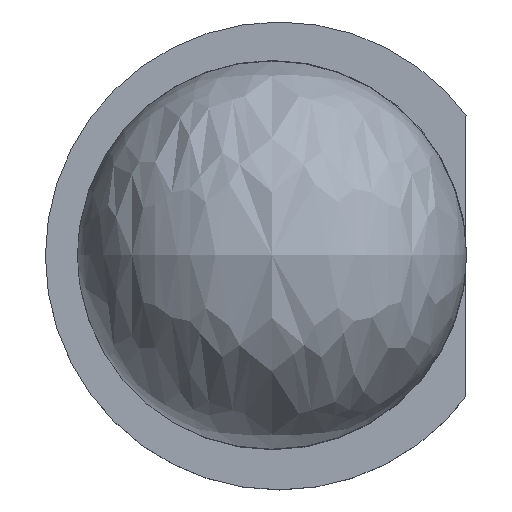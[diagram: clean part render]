
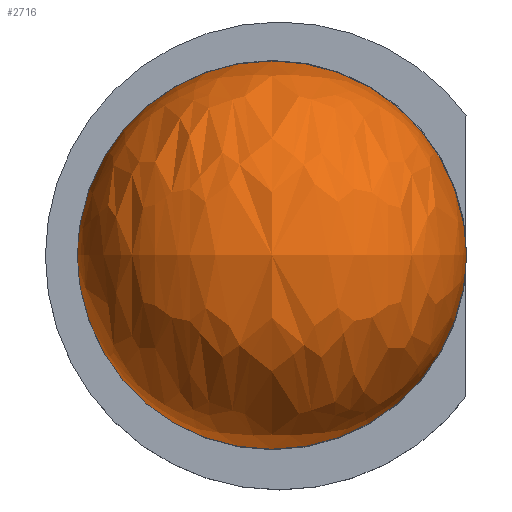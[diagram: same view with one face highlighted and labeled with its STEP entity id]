
A CAD part, top view. The second image highlights one B-rep face of the part: STEP entity #2716.
In plain terms, the highlighted free-form (B-spline) face has degree [3, 3] with [4, 4] control points.
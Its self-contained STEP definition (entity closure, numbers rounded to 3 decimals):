
#203 = AXIS2_PLACEMENT_3D ( 'NONE', #212, #1874, #1060 ) ;
#212 = CARTESIAN_POINT ( 'NONE',  ( 0., 0., 0. ) ) ;
#272 = CARTESIAN_POINT ( 'NONE',  ( 2.5, 0., 0. ) ) ;
#384 = AXIS2_PLACEMENT_3D ( 'NONE', #500, #1136, #974 ) ;
#439 = ORIENTED_EDGE ( 'NONE', *, *, #1461, .F. ) ;
#500 = CARTESIAN_POINT ( 'NONE',  ( 0., 0., 0. ) ) ;
#566 = CARTESIAN_POINT ( 'NONE',  ( 2.5, -5., 10. ) ) ;
#591 = CARTESIAN_POINT ( 'NONE',  ( -2.5, 0., 0. ) ) ;
#769 = CARTESIAN_POINT ( 'NONE',  ( 2.5, 5., 0. ) ) ;
#786 = CIRCLE ( 'NONE', #384, 2.5 ) ;
#788 = CARTESIAN_POINT ( 'NONE',  ( 2.5, 0., 0. ) ) ;
#799 = CARTESIAN_POINT ( 'NONE',  ( -2.5, 5., 10. ) ) ;
#803 =( BOUNDED_SURFACE ( )  B_SPLINE_SURFACE ( 3, 3, ( 
 ( #1873, #2071, #1906, #788 ),
 ( #769, #2478, #566, #2495 ),
 ( #2267, #799, #1629, #2508 ),
 ( #591, #2128, #1087, #886 ) ),
 .UNSPECIFIED., .F., .F., .F. ) 
 B_SPLINE_SURFACE_WITH_KNOTS ( ( 4, 4 ),
 ( 4, 4 ),
 ( 0., 1. ),
 ( 0., 1. ),
 .UNSPECIFIED. ) 
 GEOMETRIC_REPRESENTATION_ITEM ( )  RATIONAL_B_SPLINE_SURFACE ( (
 ( 1., 0.333, 0.333, 1.),
 ( 0.333, 0.111, 0.111, 0.333),
 ( 0.333, 0.111, 0.111, 0.333),
 ( 1., 0.333, 0.333, 1.) ) ) 
 REPRESENTATION_ITEM ( '' )  SURFACE ( )  );
#886 = CARTESIAN_POINT ( 'NONE',  ( -2.5, 0., 0. ) ) ;
#919 = EDGE_LOOP ( 'NONE', ( #439, #932 ) ) ;
#932 = ORIENTED_EDGE ( 'NONE', *, *, #1821, .T. ) ;
#974 = DIRECTION ( 'NONE',  ( 1., 0., 0. ) ) ;
#1060 = DIRECTION ( 'NONE',  ( 1., 0., 0. ) ) ;
#1087 = CARTESIAN_POINT ( 'NONE',  ( -2.5, 0., 0. ) ) ;
#1136 = DIRECTION ( 'NONE',  ( 0., 0., 1. ) ) ;
#1461 = EDGE_CURVE ( 'NONE', #2165, #2131, #2201, .T. ) ;
#1629 = CARTESIAN_POINT ( 'NONE',  ( -2.5, -5., 10. ) ) ;
#1821 = EDGE_CURVE ( 'NONE', #2165, #2131, #786, .T. ) ;
#1873 = CARTESIAN_POINT ( 'NONE',  ( 2.5, 0., 0. ) ) ;
#1874 = DIRECTION ( 'NONE',  ( 0., 0., -1. ) ) ;
#1906 = CARTESIAN_POINT ( 'NONE',  ( 2.5, 0., 0. ) ) ;
#2071 = CARTESIAN_POINT ( 'NONE',  ( 2.5, 0., 0. ) ) ;
#2128 = CARTESIAN_POINT ( 'NONE',  ( -2.5, 0., 0. ) ) ;
#2131 = VERTEX_POINT ( 'NONE', #2591 ) ;
#2165 = VERTEX_POINT ( 'NONE', #272 ) ;
#2201 = CIRCLE ( 'NONE', #203, 2.5 ) ;
#2267 = CARTESIAN_POINT ( 'NONE',  ( -2.5, 5., 0. ) ) ;
#2478 = CARTESIAN_POINT ( 'NONE',  ( 2.5, 5., 10. ) ) ;
#2495 = CARTESIAN_POINT ( 'NONE',  ( 2.5, -5., 0. ) ) ;
#2508 = CARTESIAN_POINT ( 'NONE',  ( -2.5, -5., 0. ) ) ;
#2591 = CARTESIAN_POINT ( 'NONE',  ( -2.5, 0., 0. ) ) ;
#2705 = FACE_OUTER_BOUND ( 'NONE', #919, .T. ) ;
#2716 = ADVANCED_FACE ( 'NONE', ( #2705 ), #803, .T. ) ;
